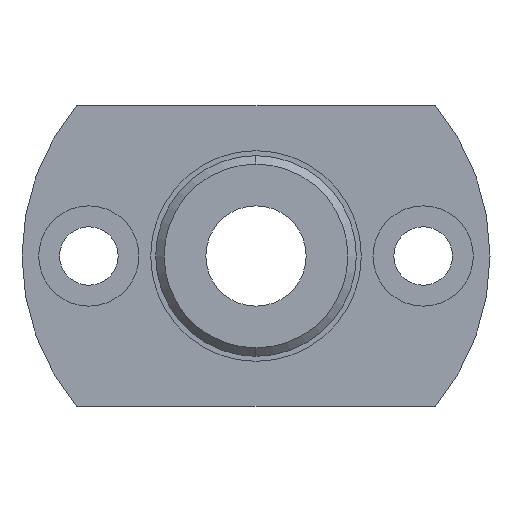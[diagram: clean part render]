
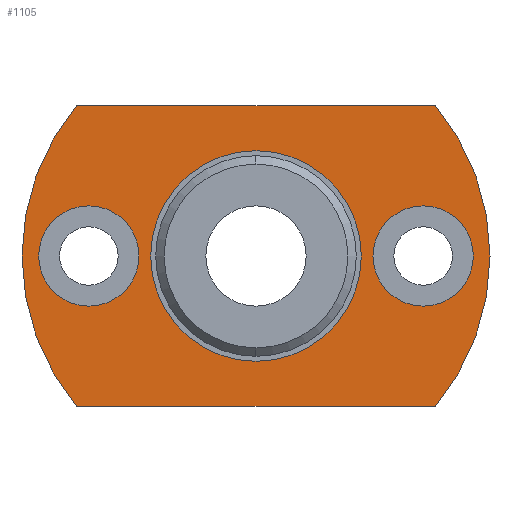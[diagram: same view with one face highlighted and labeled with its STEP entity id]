
A CAD part, left-side view. The second image highlights one B-rep face of the part: STEP entity #1105.
In plain terms, the highlighted planar face has unit normal (-1, 0, 0).
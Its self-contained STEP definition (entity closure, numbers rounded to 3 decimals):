
#7 = AXIS2_PLACEMENT_3D ( 'NONE', #391, #392, #393 ) ;
#45 = DIRECTION ( 'NONE',  ( 0., 0., 1. ) ) ;
#51 = DIRECTION ( 'NONE',  ( -1., 0., 0. ) ) ;
#57 = VERTEX_POINT ( 'NONE', #85 ) ;
#59 = VERTEX_POINT ( 'NONE', #83 ) ;
#83 = CARTESIAN_POINT ( 'NONE',  ( 0., 0., 6.3 ) ) ;
#84 = VERTEX_POINT ( 'NONE', #661 ) ;
#85 = CARTESIAN_POINT ( 'NONE',  ( 0., 0., -6.3 ) ) ;
#90 = VERTEX_POINT ( 'NONE', #539 ) ;
#91 = VERTEX_POINT ( 'NONE', #530 ) ;
#92 = VERTEX_POINT ( 'NONE', #540 ) ;
#93 = VERTEX_POINT ( 'NONE', #633 ) ;
#116 = VERTEX_POINT ( 'NONE', #526 ) ;
#123 = VERTEX_POINT ( 'NONE', #544 ) ;
#124 = VERTEX_POINT ( 'NONE', #545 ) ;
#133 = CIRCLE ( 'NONE', #749, 3. ) ;
#136 = EDGE_CURVE ( 'NONE', #90, #92, #927, .T. ) ;
#140 = AXIS2_PLACEMENT_3D ( 'NONE', #663, #537, #658 ) ;
#162 = EDGE_CURVE ( 'NONE', #57, #59, #957, .T. ) ;
#164 = EDGE_CURVE ( 'NONE', #91, #90, #966, .T. ) ;
#166 = EDGE_CURVE ( 'NONE', #123, #124, #489, .T. ) ;
#172 = EDGE_CURVE ( 'NONE', #116, #84, #466, .T. ) ;
#182 = EDGE_CURVE ( 'NONE', #59, #57, #470, .T. ) ;
#192 = EDGE_CURVE ( 'NONE', #93, #91, #491, .T. ) ;
#206 = EDGE_CURVE ( 'NONE', #92, #93, #736, .T. ) ;
#216 = EDGE_CURVE ( 'NONE', #84, #116, #666, .T. ) ;
#232 = CARTESIAN_POINT ( 'NONE',  ( 0., -10., 0. ) ) ;
#235 = DIRECTION ( 'NONE',  ( -1., 0., 0. ) ) ;
#236 = DIRECTION ( 'NONE',  ( 0., 0., 1. ) ) ;
#237 = CARTESIAN_POINT ( 'NONE',  ( 0., 10., 0. ) ) ;
#246 = DIRECTION ( 'NONE',  ( -1., 0., 0. ) ) ;
#247 = DIRECTION ( 'NONE',  ( 0., 0., 1. ) ) ;
#388 = PLANE ( 'NONE',  #7 ) ;
#391 = CARTESIAN_POINT ( 'NONE',  ( 0., 6., 0. ) ) ;
#392 = DIRECTION ( 'NONE',  ( 1., 0., 0. ) ) ;
#393 = DIRECTION ( 'NONE',  ( 0., 0., -1. ) ) ;
#449 = EDGE_CURVE ( 'NONE', #124, #123, #133, .T. ) ;
#466 = CIRCLE ( 'NONE', #785, 3. ) ;
#470 = CIRCLE ( 'NONE', #776, 6.3 ) ;
#489 = CIRCLE ( 'NONE', #782, 3. ) ;
#491 = LINE ( 'NONE', #725, #516 ) ;
#516 = VECTOR ( 'NONE', #729, 1000. ) ;
#526 = CARTESIAN_POINT ( 'NONE',  ( 0., -10., 3. ) ) ;
#530 = CARTESIAN_POINT ( 'NONE',  ( 0., 10.724, 9. ) ) ;
#537 = DIRECTION ( 'NONE',  ( 1., 0., 0. ) ) ;
#539 = CARTESIAN_POINT ( 'NONE',  ( 0., 10.724, -9. ) ) ;
#540 = CARTESIAN_POINT ( 'NONE',  ( 0., -10.724, -9. ) ) ;
#541 = CARTESIAN_POINT ( 'NONE',  ( 0., 10., 0. ) ) ;
#542 = DIRECTION ( 'NONE',  ( 0., 0., -1. ) ) ;
#544 = CARTESIAN_POINT ( 'NONE',  ( 0., 10., 3. ) ) ;
#545 = CARTESIAN_POINT ( 'NONE',  ( 0., 10., -3. ) ) ;
#548 = CARTESIAN_POINT ( 'NONE',  ( 0., 6., -9. ) ) ;
#558 = DIRECTION ( 'NONE',  ( 0., -1., 0. ) ) ;
#593 = DIRECTION ( 'NONE',  ( 0., 0., 1. ) ) ;
#594 = DIRECTION ( 'NONE',  ( -1., 0., 0. ) ) ;
#595 = DIRECTION ( 'NONE',  ( 0., 0., 1. ) ) ;
#597 = DIRECTION ( 'NONE',  ( -1., 0., 0. ) ) ;
#602 = CARTESIAN_POINT ( 'NONE',  ( 0., 0., 0. ) ) ;
#609 = CARTESIAN_POINT ( 'NONE',  ( 0., 0., 0. ) ) ;
#617 = CARTESIAN_POINT ( 'NONE',  ( 0., -10., 0. ) ) ;
#620 = DIRECTION ( 'NONE',  ( 0., 0., 1. ) ) ;
#633 = CARTESIAN_POINT ( 'NONE',  ( 0., -10.724, 9. ) ) ;
#645 = DIRECTION ( 'NONE',  ( -1., 0., 0. ) ) ;
#658 = DIRECTION ( 'NONE',  ( 0., 0., -1. ) ) ;
#660 = DIRECTION ( 'NONE',  ( 1., 0., 0. ) ) ;
#661 = CARTESIAN_POINT ( 'NONE',  ( 0., -10., -3. ) ) ;
#663 = CARTESIAN_POINT ( 'NONE',  ( 0., 0., 0. ) ) ;
#666 = CIRCLE ( 'NONE', #777, 3. ) ;
#677 = CARTESIAN_POINT ( 'NONE',  ( 0., 0., 0. ) ) ;
#725 = CARTESIAN_POINT ( 'NONE',  ( 0., 6., 9. ) ) ;
#729 = DIRECTION ( 'NONE',  ( 0., 1., 0. ) ) ;
#736 = CIRCLE ( 'NONE', #765, 14. ) ;
#749 = AXIS2_PLACEMENT_3D ( 'NONE', #237, #246, #247 ) ;
#765 = AXIS2_PLACEMENT_3D ( 'NONE', #677, #51, #45 ) ;
#776 = AXIS2_PLACEMENT_3D ( 'NONE', #609, #660, #542 ) ;
#777 = AXIS2_PLACEMENT_3D ( 'NONE', #232, #235, #236 ) ;
#782 = AXIS2_PLACEMENT_3D ( 'NONE', #541, #594, #593 ) ;
#785 = AXIS2_PLACEMENT_3D ( 'NONE', #617, #645, #620 ) ;
#787 = AXIS2_PLACEMENT_3D ( 'NONE', #602, #597, #595 ) ;
#816 = ORIENTED_EDGE ( 'NONE', *, *, #182, .T. ) ;
#817 = ORIENTED_EDGE ( 'NONE', *, *, #162, .T. ) ;
#905 = ORIENTED_EDGE ( 'NONE', *, *, #136, .T. ) ;
#927 = LINE ( 'NONE', #548, #937 ) ;
#936 = ORIENTED_EDGE ( 'NONE', *, *, #449, .F. ) ;
#937 = VECTOR ( 'NONE', #558, 1000. ) ;
#957 = CIRCLE ( 'NONE', #140, 6.3 ) ;
#966 = CIRCLE ( 'NONE', #787, 14. ) ;
#983 = EDGE_LOOP ( 'NONE', ( #984, #985, #1016, #905 ) ) ;
#984 = ORIENTED_EDGE ( 'NONE', *, *, #206, .T. ) ;
#985 = ORIENTED_EDGE ( 'NONE', *, *, #192, .T. ) ;
#987 = EDGE_LOOP ( 'NONE', ( #988, #1049 ) ) ;
#988 = ORIENTED_EDGE ( 'NONE', *, *, #172, .F. ) ;
#998 = EDGE_LOOP ( 'NONE', ( #817, #816 ) ) ;
#1016 = ORIENTED_EDGE ( 'NONE', *, *, #164, .T. ) ;
#1028 = EDGE_LOOP ( 'NONE', ( #1039, #936 ) ) ;
#1039 = ORIENTED_EDGE ( 'NONE', *, *, #166, .F. ) ;
#1049 = ORIENTED_EDGE ( 'NONE', *, *, #216, .F. ) ;
#1105 = ADVANCED_FACE ( 'NONE', ( #1194, #1197, #1199, #1201 ), #388, .F. ) ;
#1194 = FACE_BOUND ( 'NONE', #998, .T. ) ;
#1197 = FACE_BOUND ( 'NONE', #1028, .T. ) ;
#1199 = FACE_BOUND ( 'NONE', #987, .T. ) ;
#1201 = FACE_OUTER_BOUND ( 'NONE', #983, .T. ) ;
